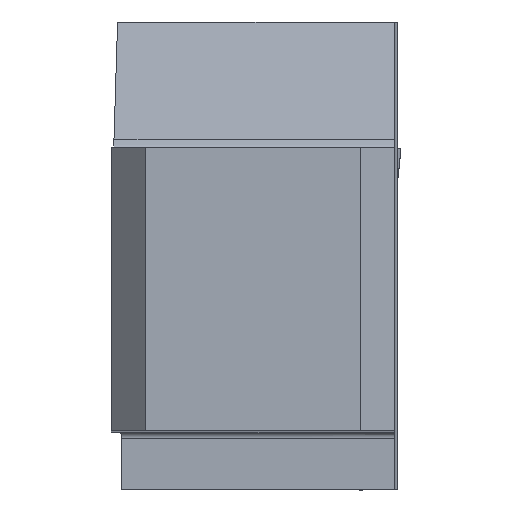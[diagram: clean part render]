
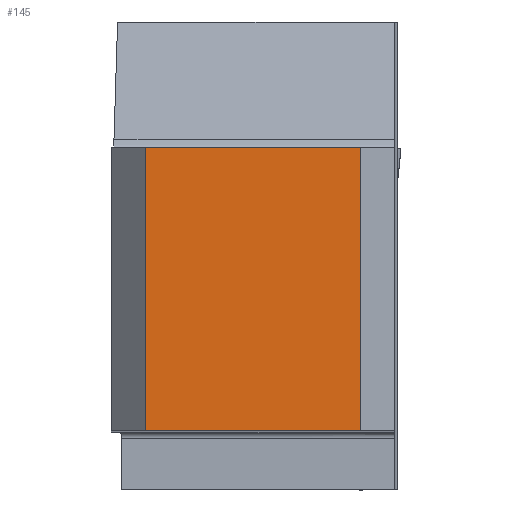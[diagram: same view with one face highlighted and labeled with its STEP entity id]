
A CAD part, top view. The second image highlights one B-rep face of the part: STEP entity #145.
In plain terms, the highlighted planar face has unit normal (0, 0, 1).
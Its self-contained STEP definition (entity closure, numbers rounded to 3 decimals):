
#145=ADVANCED_FACE('CU_BACK_SU1',(#258),#206,.F.);
#206=PLANE('',#1426);
#258=FACE_OUTER_BOUND('',#322,.T.);
#322=EDGE_LOOP('',(#493,#494,#495,#496));
#493=ORIENTED_EDGE('',*,*,#940,.F.);
#494=ORIENTED_EDGE('',*,*,#941,.T.);
#495=ORIENTED_EDGE('',*,*,#942,.T.);
#496=ORIENTED_EDGE('',*,*,#938,.F.);
#803=VERTEX_POINT('',#1972);
#804=VERTEX_POINT('',#1974);
#805=VERTEX_POINT('',#1978);
#806=VERTEX_POINT('',#1980);
#938=EDGE_CURVE('',#803,#804,#1105,.T.);
#940=EDGE_CURVE('',#805,#803,#1107,.T.);
#941=EDGE_CURVE('',#805,#806,#1108,.T.);
#942=EDGE_CURVE('',#806,#804,#1109,.T.);
#1105=LINE('',#1973,#1249);
#1107=LINE('',#1977,#1251);
#1108=LINE('',#1979,#1252);
#1109=LINE('',#1981,#1253);
#1249=VECTOR('',#1607,1.);
#1251=VECTOR('',#1611,1.);
#1252=VECTOR('',#1612,1.);
#1253=VECTOR('',#1613,1.);
#1426=AXIS2_PLACEMENT_3D('',#1982,#1614,#1615);
#1607=DIRECTION('',(1.,0.,0.));
#1611=DIRECTION('',(0.,1.,0.));
#1612=DIRECTION('',(1.,0.,0.));
#1613=DIRECTION('',(0.,1.,0.));
#1614=DIRECTION('',(0.,0.,-1.));
#1615=DIRECTION('',(-1.,0.,0.));
#1972=CARTESIAN_POINT('',(3.,24.925,0.));
#1973=CARTESIAN_POINT('',(-110.,24.925,0.));
#1974=CARTESIAN_POINT('',(21.925,24.925,0.));
#1977=CARTESIAN_POINT('',(3.,0.,0.));
#1978=CARTESIAN_POINT('',(3.,0.,0.));
#1979=CARTESIAN_POINT('',(-110.,0.,0.));
#1980=CARTESIAN_POINT('',(21.925,0.,0.));
#1981=CARTESIAN_POINT('',(21.925,0.,0.));
#1982=CARTESIAN_POINT('',(48.804,44.925,0.));
